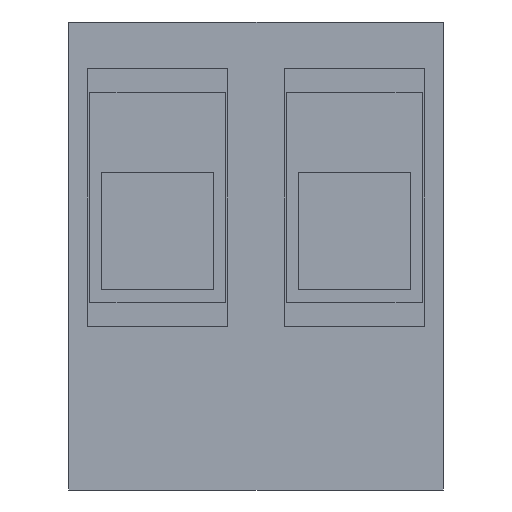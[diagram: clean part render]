
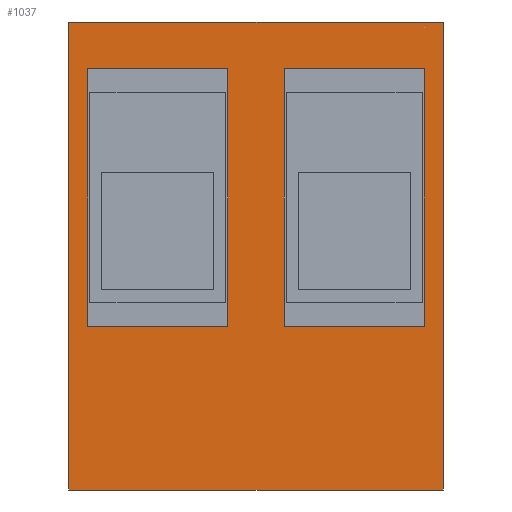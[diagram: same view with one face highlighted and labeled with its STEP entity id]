
A CAD part, front view. The second image highlights one B-rep face of the part: STEP entity #1037.
In plain terms, the highlighted planar face has unit normal (0, -1, 0).
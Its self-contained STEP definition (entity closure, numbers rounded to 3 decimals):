
#61 = DIRECTION ( 'NONE',  ( 1., 0., 0. ) ) ;
#78 = CARTESIAN_POINT ( 'NONE',  ( -0.6, 0., -1.5 ) ) ;
#105 = DIRECTION ( 'NONE',  ( -1., 0., 0. ) ) ;
#140 = VECTOR ( 'NONE', #2153, 1000. ) ;
#146 = LINE ( 'NONE', #1745, #1539 ) ;
#174 = ORIENTED_EDGE ( 'NONE', *, *, #641, .F. ) ;
#179 = VECTOR ( 'NONE', #206, 1000. ) ;
#206 = DIRECTION ( 'NONE',  ( 0., 0., 1. ) ) ;
#212 = VERTEX_POINT ( 'NONE', #2041 ) ;
#242 = LINE ( 'NONE', #2281, #2214 ) ;
#243 = DIRECTION ( 'NONE',  ( 0., 1., 0. ) ) ;
#255 = CARTESIAN_POINT ( 'NONE',  ( -3.6, 0., 4. ) ) ;
#263 = VECTOR ( 'NONE', #917, 1000. ) ;
#267 = VERTEX_POINT ( 'NONE', #803 ) ;
#283 = ORIENTED_EDGE ( 'NONE', *, *, #1914, .F. ) ;
#288 = VECTOR ( 'NONE', #1107, 1000. ) ;
#331 = VERTEX_POINT ( 'NONE', #1750 ) ;
#333 = VERTEX_POINT ( 'NONE', #1942 ) ;
#358 = FACE_BOUND ( 'NONE', #1123, .T. ) ;
#392 = CARTESIAN_POINT ( 'NONE',  ( 3.6, 0., 4. ) ) ;
#417 = DIRECTION ( 'NONE',  ( 1., 0., 0. ) ) ;
#473 = VECTOR ( 'NONE', #417, 1000. ) ;
#517 = EDGE_LOOP ( 'NONE', ( #2093, #1070, #1658, #2158 ) ) ;
#523 = VECTOR ( 'NONE', #1768, 1000. ) ;
#575 = LINE ( 'NONE', #1551, #523 ) ;
#576 = VERTEX_POINT ( 'NONE', #2121 ) ;
#583 = ORIENTED_EDGE ( 'NONE', *, *, #1894, .F. ) ;
#641 = EDGE_CURVE ( 'NONE', #333, #1721, #972, .T. ) ;
#653 = LINE ( 'NONE', #392, #263 ) ;
#684 = ORIENTED_EDGE ( 'NONE', *, *, #1854, .F. ) ;
#694 = CARTESIAN_POINT ( 'NONE',  ( 0.6, 0., 4. ) ) ;
#708 = CARTESIAN_POINT ( 'NONE',  ( 3.6, 0., -1.5 ) ) ;
#758 = VECTOR ( 'NONE', #1924, 1000. ) ;
#773 = LINE ( 'NONE', #2001, #2356 ) ;
#783 = FACE_BOUND ( 'NONE', #517, .T. ) ;
#803 = CARTESIAN_POINT ( 'NONE',  ( -0.6, 0., 4. ) ) ;
#840 = CARTESIAN_POINT ( 'NONE',  ( -3.6, 0., 4. ) ) ;
#917 = DIRECTION ( 'NONE',  ( 0., 0., 1. ) ) ;
#944 = CARTESIAN_POINT ( 'NONE',  ( -3.6, 0., -1.5 ) ) ;
#962 = CARTESIAN_POINT ( 'NONE',  ( 0.6, 0., -1.5 ) ) ;
#972 = LINE ( 'NONE', #944, #473 ) ;
#1028 = EDGE_CURVE ( 'NONE', #2188, #2311, #1613, .T. ) ;
#1037 = ADVANCED_FACE ( 'NONE', ( #783, #358, #1907 ), #1187, .F. ) ;
#1070 = ORIENTED_EDGE ( 'NONE', *, *, #1903, .F. ) ;
#1081 = LINE ( 'NONE', #2308, #2098 ) ;
#1102 = CARTESIAN_POINT ( 'NONE',  ( 4., 0., 5. ) ) ;
#1107 = DIRECTION ( 'NONE',  ( 0., 0., -1. ) ) ;
#1112 = VERTEX_POINT ( 'NONE', #1977 ) ;
#1123 = EDGE_LOOP ( 'NONE', ( #174, #583, #1239, #1806 ) ) ;
#1173 = CARTESIAN_POINT ( 'NONE',  ( 0., 0., 0. ) ) ;
#1187 = PLANE ( 'NONE',  #1219 ) ;
#1219 = AXIS2_PLACEMENT_3D ( 'NONE', #1173, #243, #1604 ) ;
#1239 = ORIENTED_EDGE ( 'NONE', *, *, #2190, .F. ) ;
#1244 = LINE ( 'NONE', #2120, #179 ) ;
#1300 = ORIENTED_EDGE ( 'NONE', *, *, #1627, .F. ) ;
#1469 = VERTEX_POINT ( 'NONE', #1102 ) ;
#1539 = VECTOR ( 'NONE', #2269, 1000. ) ;
#1551 = CARTESIAN_POINT ( 'NONE',  ( -4., 0., -5. ) ) ;
#1604 = DIRECTION ( 'NONE',  ( 0., 0., 1. ) ) ;
#1613 = LINE ( 'NONE', #694, #140 ) ;
#1627 = EDGE_CURVE ( 'NONE', #1469, #1112, #2380, .T. ) ;
#1658 = ORIENTED_EDGE ( 'NONE', *, *, #2176, .F. ) ;
#1678 = EDGE_CURVE ( 'NONE', #1776, #1469, #146, .T. ) ;
#1692 = VECTOR ( 'NONE', #105, 1000. ) ;
#1708 = CARTESIAN_POINT ( 'NONE',  ( 4., 0., -5. ) ) ;
#1721 = VERTEX_POINT ( 'NONE', #78 ) ;
#1745 = CARTESIAN_POINT ( 'NONE',  ( -4., 0., 5. ) ) ;
#1750 = CARTESIAN_POINT ( 'NONE',  ( -3.6, 0., 4. ) ) ;
#1768 = DIRECTION ( 'NONE',  ( -1., 0., 0. ) ) ;
#1776 = VERTEX_POINT ( 'NONE', #2247 ) ;
#1806 = ORIENTED_EDGE ( 'NONE', *, *, #2155, .F. ) ;
#1854 = EDGE_CURVE ( 'NONE', #1112, #212, #575, .T. ) ;
#1868 = ORIENTED_EDGE ( 'NONE', *, *, #1678, .F. ) ;
#1873 = LINE ( 'NONE', #840, #288 ) ;
#1894 = EDGE_CURVE ( 'NONE', #331, #333, #1873, .T. ) ;
#1903 = EDGE_CURVE ( 'NONE', #576, #2188, #242, .T. ) ;
#1907 = FACE_OUTER_BOUND ( 'NONE', #2325, .T. ) ;
#1914 = EDGE_CURVE ( 'NONE', #212, #1776, #1244, .T. ) ;
#1921 = EDGE_CURVE ( 'NONE', #2311, #2173, #1081, .T. ) ;
#1924 = DIRECTION ( 'NONE',  ( 0., 0., -1. ) ) ;
#1942 = CARTESIAN_POINT ( 'NONE',  ( -3.6, 0., -1.5 ) ) ;
#1965 = DIRECTION ( 'NONE',  ( -1., 0., 0. ) ) ;
#1977 = CARTESIAN_POINT ( 'NONE',  ( 4., 0., -5. ) ) ;
#2001 = CARTESIAN_POINT ( 'NONE',  ( -0.6, 0., 4. ) ) ;
#2015 = CARTESIAN_POINT ( 'NONE',  ( 0.6, 0., 4. ) ) ;
#2041 = CARTESIAN_POINT ( 'NONE',  ( -4., 0., -5. ) ) ;
#2093 = ORIENTED_EDGE ( 'NONE', *, *, #1028, .F. ) ;
#2098 = VECTOR ( 'NONE', #61, 1000. ) ;
#2120 = CARTESIAN_POINT ( 'NONE',  ( -4., 0., -5. ) ) ;
#2121 = CARTESIAN_POINT ( 'NONE',  ( 3.6, 0., 4. ) ) ;
#2153 = DIRECTION ( 'NONE',  ( 0., 0., -1. ) ) ;
#2155 = EDGE_CURVE ( 'NONE', #1721, #267, #773, .T. ) ;
#2158 = ORIENTED_EDGE ( 'NONE', *, *, #1921, .F. ) ;
#2168 = DIRECTION ( 'NONE',  ( 0., 0., 1. ) ) ;
#2173 = VERTEX_POINT ( 'NONE', #708 ) ;
#2176 = EDGE_CURVE ( 'NONE', #2173, #576, #653, .T. ) ;
#2188 = VERTEX_POINT ( 'NONE', #2015 ) ;
#2190 = EDGE_CURVE ( 'NONE', #267, #331, #2196, .T. ) ;
#2196 = LINE ( 'NONE', #255, #1692 ) ;
#2214 = VECTOR ( 'NONE', #1965, 1000. ) ;
#2247 = CARTESIAN_POINT ( 'NONE',  ( -4., 0., 5. ) ) ;
#2269 = DIRECTION ( 'NONE',  ( 1., 0., 0. ) ) ;
#2281 = CARTESIAN_POINT ( 'NONE',  ( 3.6, 0., 4. ) ) ;
#2308 = CARTESIAN_POINT ( 'NONE',  ( 3.6, 0., -1.5 ) ) ;
#2311 = VERTEX_POINT ( 'NONE', #962 ) ;
#2325 = EDGE_LOOP ( 'NONE', ( #283, #684, #1300, #1868 ) ) ;
#2356 = VECTOR ( 'NONE', #2168, 1000. ) ;
#2380 = LINE ( 'NONE', #1708, #758 ) ;
